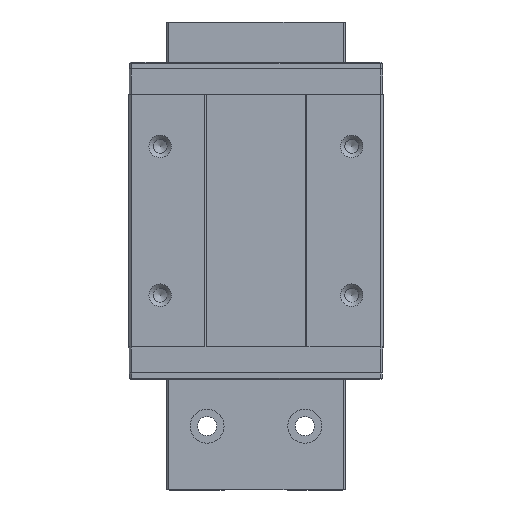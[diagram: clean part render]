
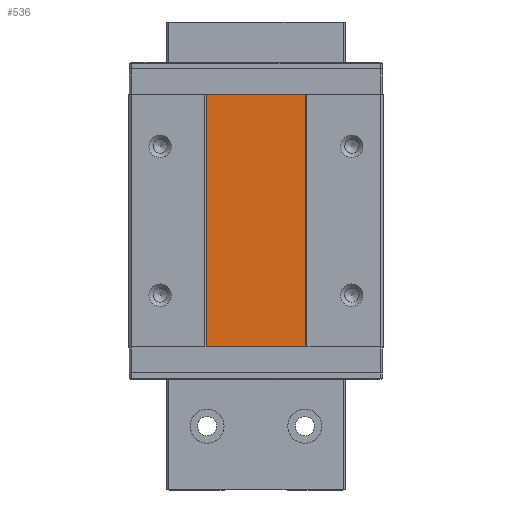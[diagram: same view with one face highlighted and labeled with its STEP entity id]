
A CAD part, top view. The second image highlights one B-rep face of the part: STEP entity #536.
In plain terms, the highlighted planar face has unit normal (0, 0, 1).
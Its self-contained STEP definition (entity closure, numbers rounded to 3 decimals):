
#309=FACE_OUTER_BOUND('',#2156,.T.);
#536=ADVANCED_FACE('',(#309),#837,.F.);
#837=PLANE('',#5162);
#1050=LINE('',#7208,#1529);
#1052=LINE('',#7212,#1531);
#1053=LINE('',#7214,#1532);
#1054=LINE('',#7216,#1533);
#1529=VECTOR('',#5717,1.);
#1531=VECTOR('',#5721,1.);
#1532=VECTOR('',#5722,1.);
#1533=VECTOR('',#5723,1.);
#2156=EDGE_LOOP('',(#2595,#2596,#2597,#2598));
#2595=ORIENTED_EDGE('',*,*,#4387,.F.);
#2596=ORIENTED_EDGE('',*,*,#4389,.T.);
#2597=ORIENTED_EDGE('',*,*,#4390,.T.);
#2598=ORIENTED_EDGE('',*,*,#4391,.F.);
#3921=VERTEX_POINT('',#7207);
#3922=VERTEX_POINT('',#7209);
#3923=VERTEX_POINT('',#7213);
#3924=VERTEX_POINT('',#7215);
#4387=EDGE_CURVE('',#3921,#3922,#1050,.T.);
#4389=EDGE_CURVE('',#3921,#3923,#1052,.T.);
#4390=EDGE_CURVE('',#3923,#3924,#1053,.T.);
#4391=EDGE_CURVE('',#3922,#3924,#1054,.T.);
#5162=AXIS2_PLACEMENT_3D('',#7217,#5724,#5725);
#5717=DIRECTION('',(0.,1.,0.));
#5721=DIRECTION('',(1.,0.,0.));
#5722=DIRECTION('',(0.,1.,0.));
#5723=DIRECTION('',(1.,0.,0.));
#5724=DIRECTION('',(0.,0.,-1.));
#5725=DIRECTION('',(-1.,0.,0.));
#7207=CARTESIAN_POINT('',(-11.7,33.6,15.2));
#7208=CARTESIAN_POINT('',(-11.7,54.1,15.2));
#7209=CARTESIAN_POINT('',(-11.7,92.9,15.2));
#7212=CARTESIAN_POINT('',(-11.7,33.6,15.2));
#7213=CARTESIAN_POINT('',(11.7,33.6,15.2));
#7214=CARTESIAN_POINT('',(11.7,54.1,15.2));
#7215=CARTESIAN_POINT('',(11.7,92.9,15.2));
#7216=CARTESIAN_POINT('',(-11.7,92.9,15.2));
#7217=CARTESIAN_POINT('',(-11.7,54.1,15.2));
